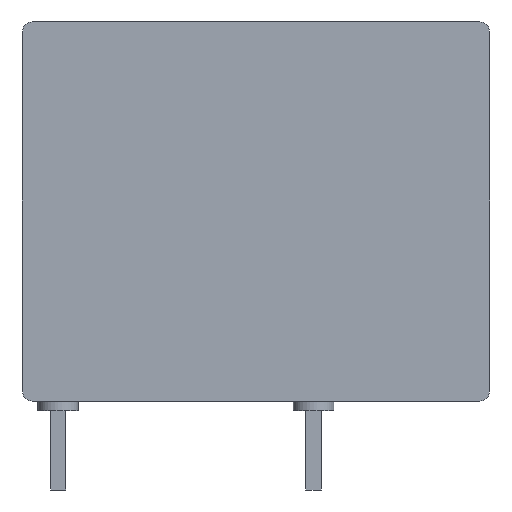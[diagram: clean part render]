
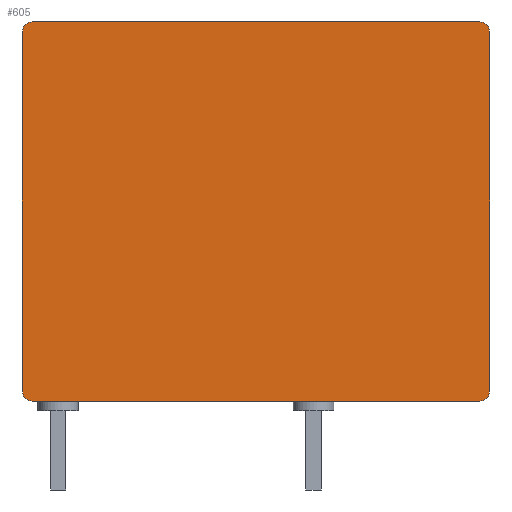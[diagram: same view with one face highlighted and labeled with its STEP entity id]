
A CAD part, left-side view. The second image highlights one B-rep face of the part: STEP entity #605.
In plain terms, the highlighted planar face has unit normal (-1, 0, 0).
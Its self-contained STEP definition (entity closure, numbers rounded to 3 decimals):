
#190 = VERTEX_POINT('',#191);
#191 = CARTESIAN_POINT('',(-6.55,1.35,0.));
#197 = EDGE_CURVE('',#190,#198,#200,.T.);
#198 = VERTEX_POINT('',#199);
#199 = CARTESIAN_POINT('',(-6.55,-21.8,0.));
#200 = LINE('',#201,#202);
#201 = CARTESIAN_POINT('',(-6.55,1.85,0.));
#202 = VECTOR('',#203,1.);
#203 = DIRECTION('',(0.,-1.,0.));
#219 = EDGE_CURVE('',#198,#220,#222,.T.);
#220 = VERTEX_POINT('',#221);
#221 = CARTESIAN_POINT('',(-6.55,-22.3,0.5));
#222 = CIRCLE('',#223,0.5);
#223 = AXIS2_PLACEMENT_3D('',#224,#225,#226);
#224 = CARTESIAN_POINT('',(-6.55,-21.8,0.5));
#225 = DIRECTION('',(-1.,0.,-0.));
#226 = DIRECTION('',(-0.,0.,1.));
#246 = EDGE_CURVE('',#247,#190,#249,.T.);
#247 = VERTEX_POINT('',#248);
#248 = CARTESIAN_POINT('',(-6.55,1.85,0.5));
#249 = CIRCLE('',#250,0.5);
#250 = AXIS2_PLACEMENT_3D('',#251,#252,#253);
#251 = CARTESIAN_POINT('',(-6.55,1.35,0.5));
#252 = DIRECTION('',(-1.,0.,0.));
#253 = DIRECTION('',(0.,0.,-1.));
#269 = EDGE_CURVE('',#220,#270,#272,.T.);
#270 = VERTEX_POINT('',#271);
#271 = CARTESIAN_POINT('',(-6.55,-22.3,19.1));
#272 = LINE('',#273,#274);
#273 = CARTESIAN_POINT('',(-6.55,-22.3,0.));
#274 = VECTOR('',#275,1.);
#275 = DIRECTION('',(0.,0.,1.));
#520 = VERTEX_POINT('',#521);
#521 = CARTESIAN_POINT('',(-6.55,1.85,19.1));
#527 = EDGE_CURVE('',#247,#520,#528,.T.);
#528 = LINE('',#529,#530);
#529 = CARTESIAN_POINT('',(-6.55,1.85,0.));
#530 = VECTOR('',#531,1.);
#531 = DIRECTION('',(0.,0.,1.));
#542 = EDGE_CURVE('',#543,#270,#545,.T.);
#543 = VERTEX_POINT('',#544);
#544 = CARTESIAN_POINT('',(-6.55,-21.8,19.6));
#545 = CIRCLE('',#546,0.5);
#546 = AXIS2_PLACEMENT_3D('',#547,#548,#549);
#547 = CARTESIAN_POINT('',(-6.55,-21.8,19.1));
#548 = DIRECTION('',(1.,0.,0.));
#549 = DIRECTION('',(-0.,0.,1.));
#569 = VERTEX_POINT('',#570);
#570 = CARTESIAN_POINT('',(-6.55,1.35,19.6));
#576 = EDGE_CURVE('',#520,#569,#577,.T.);
#577 = CIRCLE('',#578,0.5);
#578 = AXIS2_PLACEMENT_3D('',#579,#580,#581);
#579 = CARTESIAN_POINT('',(-6.55,1.35,19.1));
#580 = DIRECTION('',(1.,-0.,0.));
#581 = DIRECTION('',(0.,0.,-1.));
#594 = EDGE_CURVE('',#569,#543,#595,.T.);
#595 = LINE('',#596,#597);
#596 = CARTESIAN_POINT('',(-6.55,1.85,19.6));
#597 = VECTOR('',#598,1.);
#598 = DIRECTION('',(0.,-1.,0.));
#605 = ADVANCED_FACE('',(#606),#616,.F.);
#606 = FACE_BOUND('',#607,.F.);
#607 = EDGE_LOOP('',(#608,#609,#610,#611,#612,#613,#614,#615));
#608 = ORIENTED_EDGE('',*,*,#197,.F.);
#609 = ORIENTED_EDGE('',*,*,#246,.F.);
#610 = ORIENTED_EDGE('',*,*,#527,.T.);
#611 = ORIENTED_EDGE('',*,*,#576,.T.);
#612 = ORIENTED_EDGE('',*,*,#594,.T.);
#613 = ORIENTED_EDGE('',*,*,#542,.T.);
#614 = ORIENTED_EDGE('',*,*,#269,.F.);
#615 = ORIENTED_EDGE('',*,*,#219,.F.);
#616 = PLANE('',#617);
#617 = AXIS2_PLACEMENT_3D('',#618,#619,#620);
#618 = CARTESIAN_POINT('',(-6.55,1.85,0.));
#619 = DIRECTION('',(1.,0.,-0.));
#620 = DIRECTION('',(0.,-1.,0.));
